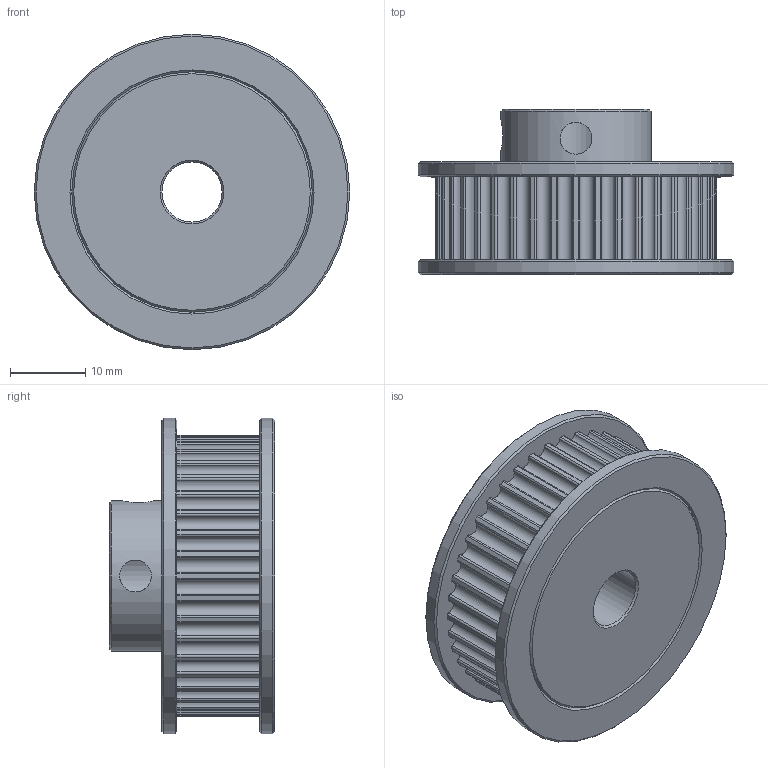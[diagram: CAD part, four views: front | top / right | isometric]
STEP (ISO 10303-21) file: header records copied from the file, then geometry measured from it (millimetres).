
FILE_DESCRIPTION(/* description */ (''),/* implementation_level */ '2;1');
FILE_NAME(/* name */ 'HTD 3M 40 TOOTH GEAR (8MM BORE).step',/* time_stamp */ '2022-06-04T21:19:09+10:00',/* author */ (''),/* organization */ (''),/* preprocessor_version */ 'ST-DEVELOPER v19',/* originating_system */ 'Autodesk Translation Framework v11.7.0.108',/* authorisation */ '');
FILE_SCHEMA (('AUTOMOTIVE_DESIGN { 1 0 10303 214 3 1 1 }'));
Length unit declared in the file: millimetre
Products named in the file (1): 40 TOOTH 3M GEAR
Bounding box: 42 x 22 x 42 mm (x, y, z)
Volume: 17780.7 mm3; surface area: 6773.6 mm2
Topology: 1 solids, 1 shells, 184 faces, 530 edges, 351 vertices
Faces by surface type: cylinder 166, cone 11, plane 7
Full cylindrical faces by diameter (mm): 4.234 x2, 8 x1, 20 x1, 42 x2
Entity records: 6411 total; most frequent: DIRECTION 1231, CARTESIAN_POINT 1206, ORIENTED_EDGE 1060, EDGE_CURVE 530, AXIS2_PLACEMENT_3D 526, VERTEX_POINT 351, CIRCLE 341, EDGE_LOOP 193
